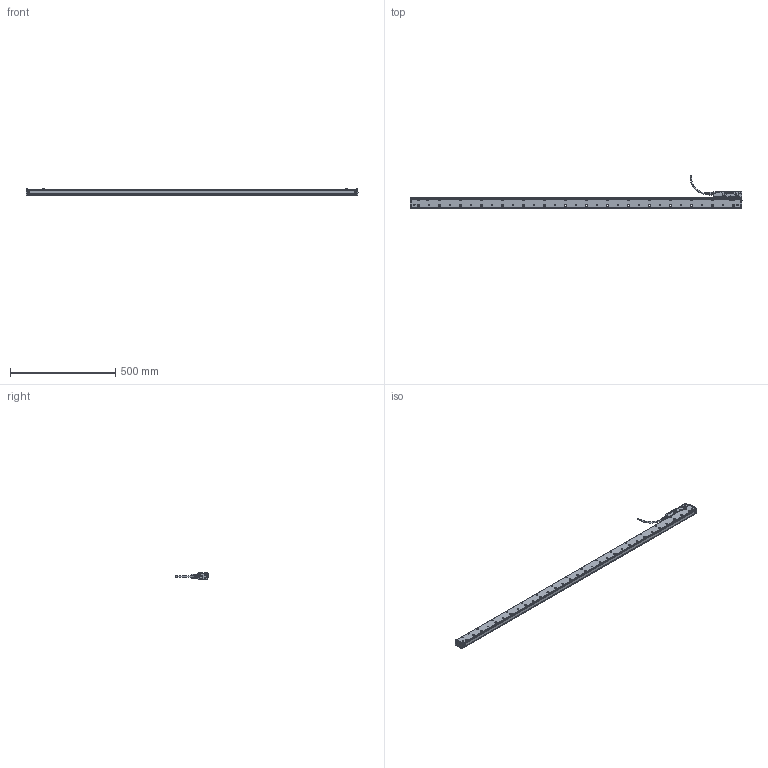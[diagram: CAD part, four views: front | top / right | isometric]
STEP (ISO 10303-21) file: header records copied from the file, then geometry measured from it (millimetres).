
FILE_DESCRIPTION(('CATIA V5 STEP'),'2;1');
FILE_NAME('SR67A-144-R.stp','2013-11-27T01:44:47+00:00',('none'),('none'),'CATIA Version 5 Release 19 SP 6 (IN-10)','CATIA V5 STEP AP214','none');
FILE_SCHEMA(('AUTOMOTIVE_DESIGN { 1 0 10303 214 1 1 1 1 }'));
Products named in the file (1): SR67A-144-R
Bounding box: 1579.5 x 153.8 x 31.5 mm (x, y, z)
Volume: 2085557.3 mm3; surface area: 339848.5 mm2
Topology: 1 solids, 169 shells, 4627 faces, 12339 edges, 8142 vertices
Faces by surface type: plane 2035, cylinder 1844, cone 480, torus 181, sphere 43, bspline 33, extrusion 11
Entity records: 141238 total; most frequent: CARTESIAN_POINT 32679, ORIENTED_EDGE 24462, DIRECTION 18148, EDGE_CURVE 12231, AXIS2_PLACEMENT_3D 8534, VERTEX_POINT 8138, VECTOR 6215, LINE 6204
